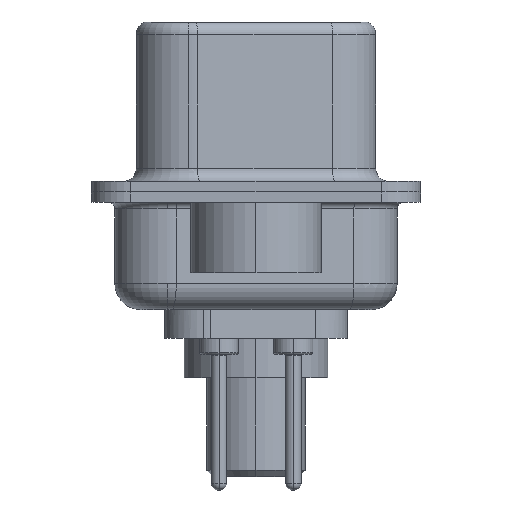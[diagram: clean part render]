
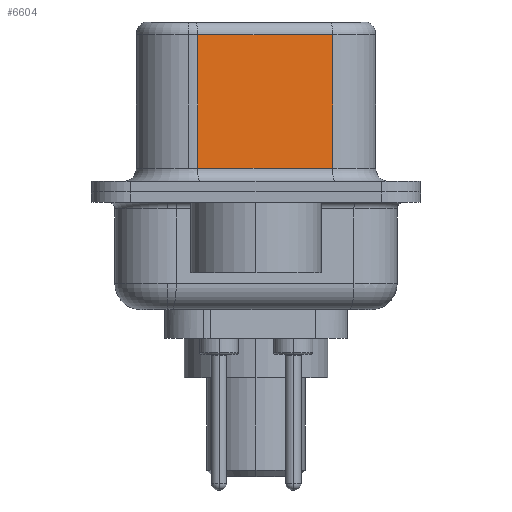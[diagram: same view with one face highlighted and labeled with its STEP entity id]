
A CAD part, left-side view. The second image highlights one B-rep face of the part: STEP entity #6604.
In plain terms, the highlighted planar face has unit normal (-0.985, -0.174, 0).
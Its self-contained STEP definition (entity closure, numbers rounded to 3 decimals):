
#666 = PLANE ( 'NONE',  #1506 ) ;
#984 = VERTEX_POINT ( 'NONE', #5895 ) ;
#1311 = LINE ( 'NONE', #15868, #11345 ) ;
#1422 = VECTOR ( 'NONE', #6953, 1000. ) ;
#1487 = EDGE_CURVE ( 'NONE', #10257, #984, #15533, .T. ) ;
#1506 = AXIS2_PLACEMENT_3D ( 'NONE', #5802, #1967, #11170 ) ;
#1701 = EDGE_CURVE ( 'NONE', #2343, #984, #16126, .T. ) ;
#1967 = DIRECTION ( 'NONE',  ( 0.985, 0.174, 0. ) ) ;
#2277 = VERTEX_POINT ( 'NONE', #16550 ) ;
#2343 = VERTEX_POINT ( 'NONE', #7903 ) ;
#2556 = LINE ( 'NONE', #6345, #15861 ) ;
#4412 = EDGE_CURVE ( 'NONE', #10257, #2277, #2556, .T. ) ;
#5319 = ORIENTED_EDGE ( 'NONE', *, *, #1487, .F. ) ;
#5624 = DIRECTION ( 'NONE',  ( 0.174, -0.985, 0. ) ) ;
#5802 = CARTESIAN_POINT ( 'NONE',  ( 4.58, -2.927, 6.52 ) ) ;
#5895 = CARTESIAN_POINT ( 'NONE',  ( 4.58, -2.927, 0.9 ) ) ;
#6345 = CARTESIAN_POINT ( 'NONE',  ( 4.58, -2.927, 6.02 ) ) ;
#6604 = ADVANCED_FACE ( 'NONE', ( #13852 ), #666, .F. ) ;
#6786 = CARTESIAN_POINT ( 'NONE',  ( 4.58, -2.927, 6.52 ) ) ;
#6953 = DIRECTION ( 'NONE',  ( 0., 0., -1. ) ) ;
#7294 = EDGE_CURVE ( 'NONE', #2277, #2343, #1311, .T. ) ;
#7754 = ORIENTED_EDGE ( 'NONE', *, *, #7294, .T. ) ;
#7903 = CARTESIAN_POINT ( 'NONE',  ( 3.67, 2.233, 0.9 ) ) ;
#8366 = DIRECTION ( 'NONE',  ( 0., 0., -1. ) ) ;
#9511 = EDGE_LOOP ( 'NONE', ( #5319, #12316, #7754, #13820 ) ) ;
#10257 = VERTEX_POINT ( 'NONE', #14353 ) ;
#11170 = DIRECTION ( 'NONE',  ( -0.174, 0.985, 0. ) ) ;
#11345 = VECTOR ( 'NONE', #8366, 1000. ) ;
#11357 = DIRECTION ( 'NONE',  ( -0.174, 0.985, 0. ) ) ;
#12316 = ORIENTED_EDGE ( 'NONE', *, *, #4412, .T. ) ;
#12825 = VECTOR ( 'NONE', #5624, 1000. ) ;
#13820 = ORIENTED_EDGE ( 'NONE', *, *, #1701, .T. ) ;
#13852 = FACE_OUTER_BOUND ( 'NONE', #9511, .T. ) ;
#14353 = CARTESIAN_POINT ( 'NONE',  ( 4.58, -2.927, 6.02 ) ) ;
#15533 = LINE ( 'NONE', #6786, #1422 ) ;
#15561 = CARTESIAN_POINT ( 'NONE',  ( 4.58, -2.927, 0.9 ) ) ;
#15861 = VECTOR ( 'NONE', #11357, 1000. ) ;
#15868 = CARTESIAN_POINT ( 'NONE',  ( 3.67, 2.233, 6.52 ) ) ;
#16126 = LINE ( 'NONE', #15561, #12825 ) ;
#16550 = CARTESIAN_POINT ( 'NONE',  ( 3.67, 2.233, 6.02 ) ) ;
